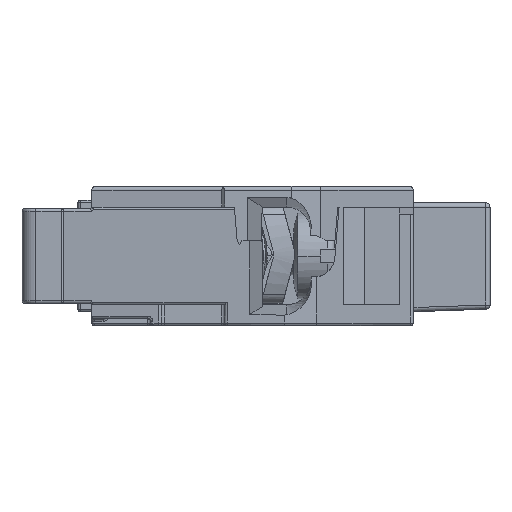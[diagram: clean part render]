
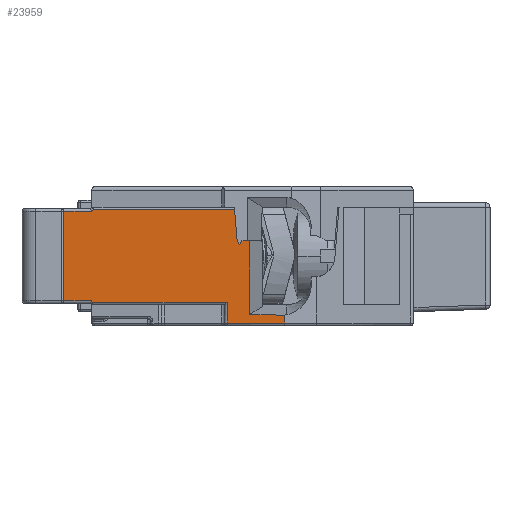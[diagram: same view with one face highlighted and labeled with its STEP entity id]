
A CAD part, front view. The second image highlights one B-rep face of the part: STEP entity #23959.
In plain terms, the highlighted planar face has unit normal (-0.07, -0.998, 0).
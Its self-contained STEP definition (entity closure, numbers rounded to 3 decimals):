
#2980=CARTESIAN_POINT('',(-1.288,-19.399,8.35));
#2982=DIRECTION('',(-0.998,0.07,0.));
#2983=VECTOR('',#2982,10.118);
#2984=CARTESIAN_POINT('',(-1.288,-19.399,8.35));
#2985=LINE('',#2984,#2983);
#3034=DIRECTION('',(-0.998,0.07,0.));
#3035=VECTOR('',#3034,0.361);
#3036=CARTESIAN_POINT('',(-0.2,-19.475,6.1));
#3037=LINE('',#3036,#3035);
#3589=DIRECTION('',(0.998,-0.07,0.));
#3590=VECTOR('',#3589,4.124);
#3591=CARTESIAN_POINT('',(-1.814,-19.362,0.2));
#3592=LINE('',#3591,#3590);
#3606=DIRECTION('',(-0.706,0.049,0.706));
#3607=VECTOR('',#3606,0.142);
#3608=CARTESIAN_POINT('',(-11.431,-18.69,
1.7));
#3609=LINE('',#3608,#3607);
#3610=DIRECTION('',(0.706,-0.049,0.706));
#3611=VECTOR('',#3610,0.212);
#3612=CARTESIAN_POINT('',(-11.531,-18.683,8.2));
#3613=LINE('',#3612,#3611);
#3614=DIRECTION('',(-0.998,0.07,0.));
#3615=VECTOR('',#3614,0.194);
#3616=CARTESIAN_POINT('',(-0.56,-19.45,6.1));
#3617=LINE('',#3616,#3615);
#3626=DIRECTION('',(-0.5,0.035,-0.865));
#3627=VECTOR('',#3626,0.347);
#3628=CARTESIAN_POINT('',(-0.754,-19.436,6.1));
#3629=LINE('',#3628,#3627);
#3634=DIRECTION('',(-0.5,0.035,0.865));
#3635=VECTOR('',#3634,0.347);
#3636=CARTESIAN_POINT('',(-0.927,-19.424,5.8));
#3637=LINE('',#3636,#3635);
#3642=DIRECTION('',(-0.083,0.006,0.997));
#3643=VECTOR('',#3642,2.258);
#3644=CARTESIAN_POINT('',(-1.1,-19.412,6.1));
#3645=LINE('',#3644,#3643);
#3650=DIRECTION('',(0.,0.,1.));
#3651=VECTOR('',#3650,5.296);
#3652=CARTESIAN_POINT('',(-0.2,-19.475,
0.804));
#3653=LINE('',#3652,#3651);
#9037=DIRECTION('',(0.,0.,1.));
#9038=VECTOR('',#9037,0.567);
#9039=CARTESIAN_POINT('',(2.3,-19.65,0.2));
#9040=LINE('',#9039,#9038);
#9045=DIRECTION('',(-0.997,0.07,0.015));
#9046=VECTOR('',#9045,2.506);
#9047=CARTESIAN_POINT('',(2.3,-19.65,0.767));
#9048=LINE('',#9047,#9046);
#11046=DIRECTION('',(0.,0.,-1.));
#11047=VECTOR('',#11046,1.5);
#11048=CARTESIAN_POINT('',(-1.814,-19.362,1.7));
#11049=LINE('',#11048,#11047);
#11058=DIRECTION('',(0.998,-0.07,0.));
#11059=VECTOR('',#11058,9.641);
#11060=CARTESIAN_POINT('',(-11.431,-18.69,
1.7));
#11061=LINE('',#11060,#11059);
#12128=DIRECTION('',(0.,0.,-1.));
#12129=VECTOR('',#12128,6.4);
#12130=CARTESIAN_POINT('',(-14.465,-18.478,8.2));
#12131=LINE('',#12130,#12129);
#12152=DIRECTION('',(0.998,-0.07,0.));
#12153=VECTOR('',#12152,2.941);
#12154=CARTESIAN_POINT('',(-14.465,-18.478,1.8));
#12155=LINE('',#12154,#12153);
#12176=DIRECTION('',(-0.998,0.07,0.));
#12177=VECTOR('',#12176,2.941);
#12178=CARTESIAN_POINT('',(-11.531,-18.683,8.2));
#12179=LINE('',#12178,#12177);
#17418=VERTEX_POINT('',#2980);
#17419=CARTESIAN_POINT('',(-11.381,-18.693,8.35));
#17420=VERTEX_POINT('',#17419);
#17427=CARTESIAN_POINT('',(-0.56,-19.45,6.1));
#17429=VERTEX_POINT('',#17427);
#17439=CARTESIAN_POINT('',(-0.2,-19.475,6.1));
#17440=VERTEX_POINT('',#17439);
#17443=CARTESIAN_POINT('',(-0.2,-19.475,
0.804));
#17444=VERTEX_POINT('',#17443);
#17449=CARTESIAN_POINT('',(2.3,-19.65,0.767));
#17450=VERTEX_POINT('',#17449);
#17459=CARTESIAN_POINT('',(2.3,-19.65,0.2));
#17460=VERTEX_POINT('',#17459);
#17461=CARTESIAN_POINT('',(-1.814,-19.362,0.2));
#17462=VERTEX_POINT('',#17461);
#17463=CARTESIAN_POINT('',(-0.754,-19.436,6.1));
#17464=VERTEX_POINT('',#17463);
#17465=CARTESIAN_POINT('',(-1.814,-19.362,1.7));
#17466=VERTEX_POINT('',#17465);
#17467=CARTESIAN_POINT('',(-11.431,-18.69,
1.7));
#17468=VERTEX_POINT('',#17467);
#17469=CARTESIAN_POINT('',(-11.531,-18.683,
1.8));
#17470=VERTEX_POINT('',#17469);
#17471=CARTESIAN_POINT('',(-14.465,-18.478,1.8));
#17472=VERTEX_POINT('',#17471);
#17473=CARTESIAN_POINT('',(-14.465,-18.478,8.2));
#17474=VERTEX_POINT('',#17473);
#17475=CARTESIAN_POINT('',(-11.531,-18.683,8.2));
#17476=VERTEX_POINT('',#17475);
#17477=CARTESIAN_POINT('',(-1.1,-19.412,6.1));
#17478=VERTEX_POINT('',#17477);
#17479=CARTESIAN_POINT('',(-0.927,-19.424,5.8));
#17480=VERTEX_POINT('',#17479);
#23921=CARTESIAN_POINT('',(-11.5,-18.685,0.));
#23922=DIRECTION('',(-0.07,-0.998,0.));
#23923=DIRECTION('',(0.998,-0.07,0.));
#23924=AXIS2_PLACEMENT_3D('',#23921,#23922,#23923);
#23925=PLANE('',#23924);
#23927=ORIENTED_EDGE('',*,*,#23926,.F.);
#23928=ORIENTED_EDGE('',*,*,#23259,.F.);
#23930=ORIENTED_EDGE('',*,*,#23929,.F.);
#23932=ORIENTED_EDGE('',*,*,#23931,.F.);
#23934=ORIENTED_EDGE('',*,*,#23933,.F.);
#23935=ORIENTED_EDGE('',*,*,#23912,.F.);
#23937=ORIENTED_EDGE('',*,*,#23936,.F.);
#23939=ORIENTED_EDGE('',*,*,#23938,.F.);
#23941=ORIENTED_EDGE('',*,*,#23940,.T.);
#23943=ORIENTED_EDGE('',*,*,#23942,.F.);
#23945=ORIENTED_EDGE('',*,*,#23944,.F.);
#23947=ORIENTED_EDGE('',*,*,#23946,.F.);
#23949=ORIENTED_EDGE('',*,*,#23948,.T.);
#23950=ORIENTED_EDGE('',*,*,#23178,.F.);
#23952=ORIENTED_EDGE('',*,*,#23951,.F.);
#23954=ORIENTED_EDGE('',*,*,#23953,.F.);
#23956=ORIENTED_EDGE('',*,*,#23955,.F.);
#23957=EDGE_LOOP('',(#23927,#23928,#23930,#23932,#23934,#23935,#23937,#23939,
#23941,#23943,#23945,#23947,#23949,#23950,#23952,#23954,#23956));
#23958=FACE_OUTER_BOUND('',#23957,.F.);
#23178=EDGE_CURVE('',#17418,#17420,#2985,.T.);
#23259=EDGE_CURVE('',#17440,#17429,#3037,.T.);
#23912=EDGE_CURVE('',#17462,#17460,#3592,.T.);
#23926=EDGE_CURVE('',#17429,#17464,#3617,.T.);
#23929=EDGE_CURVE('',#17444,#17440,#3653,.T.);
#23931=EDGE_CURVE('',#17450,#17444,#9048,.T.);
#23933=EDGE_CURVE('',#17460,#17450,#9040,.T.);
#23936=EDGE_CURVE('',#17466,#17462,#11049,.T.);
#23938=EDGE_CURVE('',#17468,#17466,#11061,.T.);
#23940=EDGE_CURVE('',#17468,#17470,#3609,.T.);
#23942=EDGE_CURVE('',#17472,#17470,#12155,.T.);
#23944=EDGE_CURVE('',#17474,#17472,#12131,.T.);
#23946=EDGE_CURVE('',#17476,#17474,#12179,.T.);
#23948=EDGE_CURVE('',#17476,#17420,#3613,.T.);
#23951=EDGE_CURVE('',#17478,#17418,#3645,.T.);
#23953=EDGE_CURVE('',#17480,#17478,#3637,.T.);
#23955=EDGE_CURVE('',#17464,#17480,#3629,.T.);
#23959=ADVANCED_FACE('',(#23958),#23925,.T.);
